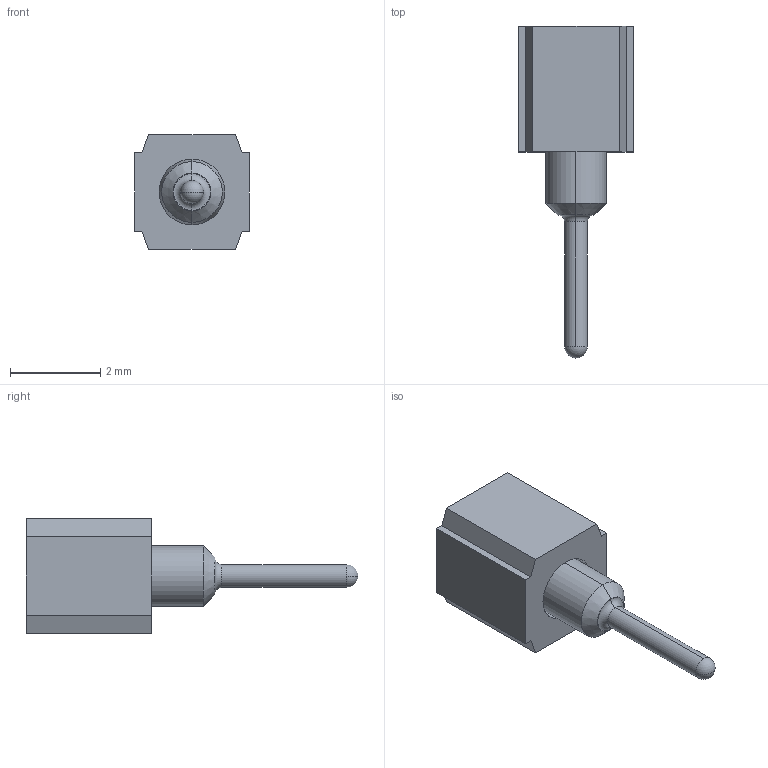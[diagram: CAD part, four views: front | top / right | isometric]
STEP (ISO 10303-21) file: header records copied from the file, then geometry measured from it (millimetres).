
FILE_DESCRIPTION (( 'STEP AP214' ), '1' );
FILE_NAME ('mill-max-310-13-101-41-001000.STEP', '2020-01-16T07:33:21', ( '' ), ( '' ), 'SwSTEP 2.0', 'SolidWorks 2019', '' );
FILE_SCHEMA (( 'AUTOMOTIVE_DESIGN' ));
Length unit declared in the file: inch
Products named in the file (3): mill-max-310-13-101-41-001000; P3XX-11-010-00-000000_P301-11-010-00-000000; 1001_1001-0-00-15-00-00-03-0
Assembly tree (2 placements, depth 2):
  mill-max-310-13-101-41-001000
    P3XX-11-010-00-000000_P301-11-010-00-000000
    1001_1001-0-00-15-00-00-03-0
Bounding box: 2.54 x 7.37 x 2.54 mm (x, y, z)
Volume: 15 mm3; surface area: 90.4 mm2
Topology: 2 solids, 2 shells, 45 faces, 104 edges, 64 vertices
Faces by surface type: plane 19, cylinder 14, cone 8, torus 2, sphere 2
Entity records: 1380 total; most frequent: DIRECTION 242, CARTESIAN_POINT 214, ORIENTED_EDGE 200, EDGE_CURVE 100, AXIS2_PLACEMENT_3D 92, VERTEX_POINT 64, VECTOR 58, LINE 58
